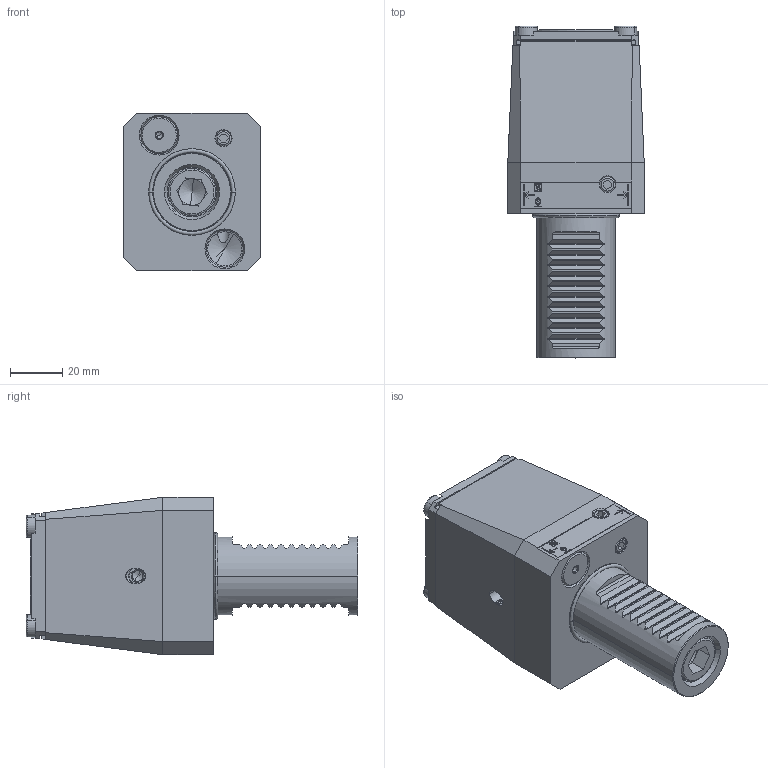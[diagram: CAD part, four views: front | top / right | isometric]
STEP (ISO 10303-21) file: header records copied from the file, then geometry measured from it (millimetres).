
FILE_DESCRIPTION (( 'STEP AP214' ), '1' );
FILE_NAME ('RER.PS4.VD3.070.STEP', '2024-12-11T10:21:39', ( '' ), ( '' ), 'SwSTEP 2.0', 'SolidWorks 2022', '' );
FILE_SCHEMA (( 'AUTOMOTIVE_DESIGN' ));
Length unit declared in the file: millimetre
Products named in the file (23): DIN 3771 - 30x1.5; ISO 4762 - M3 x 25-12.9_PreviewCfg; VD4-ER1.014.010; DIN 7984 - M5 x 16; U40-PS4.ER1.025_B; ISO 4026 - M6 x 6; RER-PS4.VD3.070-11_B; ISO 4762 - M12 x 60; U40-PS4.023.006_D; U40-PS4.048.006; RER.PS4.VD3.070; VD4-ER1.014.010_A; U40-PS4.ERx.010_A; DIN 3771 - 37x1.5; U40-PS4.ER1.036_A; ISO 8734 - 5 x 12_PreviewCfg; DIN 3771 - 11x1.5; DIN 6325_ø2.5x8_2x6; VD3-ER1.030.058; DIN 3771 - 38x1.5; DIN 6325_ø3x10_2x6; VD3-ER1.030.058_B; U40-PS4.ERx.010_A_Links gewinde
Assembly tree (29 placements, depth 3):
  RER.PS4.VD3.070
    RER-PS4.VD3.070-11_B
    U40-PS4.048.006
      U40-PS4.ER1.025_B
      U40-PS4.ERx.010_A
      U40-PS4.ERx.010_A_Links gewinde
      U40-PS4.ER1.036_A
      U40-PS4.023.006_D
      DIN 7984 - M5 x 16  x4
      DIN 6325_ø2.5x8_2x6
      DIN 3771 - 37x1.5
      ISO 4762 - M3 x 25-12.9_PreviewCfg  x2
      DIN 6325_ø3x10_2x6  x2
      DIN 3771 - 38x1.5
    VD3-ER1.030.058
      VD3-ER1.030.058_B
      ISO 4762 - M12 x 60
      ISO 8734 - 5 x 12_PreviewCfg
      DIN 3771 - 30x1.5
    VD4-ER1.014.010
      VD4-ER1.014.010_A
      DIN 3771 - 11x1.5
    ISO 4026 - M6 x 6  x3
Bounding box: 52 x 126.5 x 60 mm (x, y, z)
Volume: 191615.7 mm3; surface area: 67999.2 mm2
Topology: 26 solids, 26 shells, 949 faces, 2407 edges, 1506 vertices
Faces by surface type: plane 410, cylinder 226, cone 226, torus 73, sphere 12, bspline 2
Entity records: 28077 total; most frequent: CARTESIAN_POINT 6635, ORIENTED_EDGE 4118, DIRECTION 4034, EDGE_CURVE 2059, AXIS2_PLACEMENT_3D 1509, VERTEX_POINT 1322, VECTOR 1016, LINE 1016
